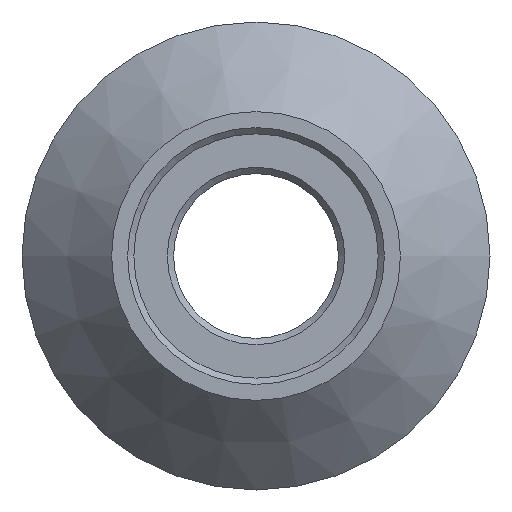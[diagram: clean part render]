
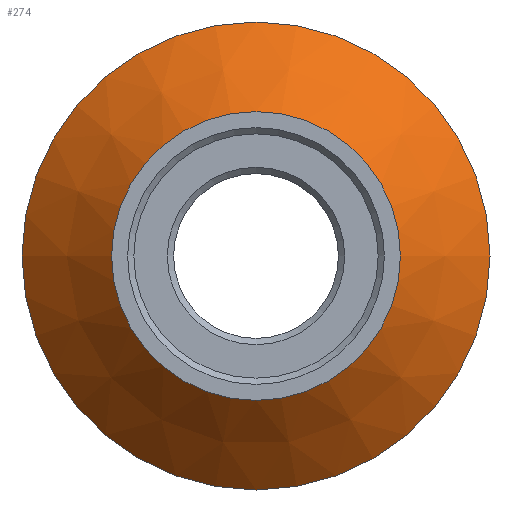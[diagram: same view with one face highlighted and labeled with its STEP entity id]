
A CAD part, left-side view. The second image highlights one B-rep face of the part: STEP entity #274.
In plain terms, the highlighted conical face has half-angle 45 degrees and reference radius 7.671 mm.
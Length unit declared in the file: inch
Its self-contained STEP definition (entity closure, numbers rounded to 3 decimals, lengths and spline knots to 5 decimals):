
#45=FACE_OUTER_BOUND('',#67,.T.);
#67=EDGE_LOOP('',(#241,#242,#243,#244));
#82=LINE('',#501,#95);
#95=VECTOR('',#421,0.302);
#111=CIRCLE('',#315,0.2305);
#115=CIRCLE('',#321,0.3735);
#134=VERTEX_POINT('',#475);
#138=VERTEX_POINT('',#486);
#164=EDGE_CURVE('',#134,#134,#111,.T.);
#170=EDGE_CURVE('',#138,#138,#115,.T.);
#176=EDGE_CURVE('',#138,#134,#82,.T.);
#241=ORIENTED_EDGE('',*,*,#170,.F.);
#242=ORIENTED_EDGE('',*,*,#176,.T.);
#243=ORIENTED_EDGE('',*,*,#164,.T.);
#244=ORIENTED_EDGE('',*,*,#176,.F.);
#257=CONICAL_SURFACE('',#328,0.302,0.785);
#274=ADVANCED_FACE('',(#45),#257,.T.);
#315=AXIS2_PLACEMENT_3D('',#476,#389,#390);
#321=AXIS2_PLACEMENT_3D('',#488,#403,#404);
#328=AXIS2_PLACEMENT_3D('',#500,#419,#420);
#389=DIRECTION('center_axis',(1.,0.,0.));
#390=DIRECTION('ref_axis',(0.,0.,-1.));
#403=DIRECTION('center_axis',(1.,0.,0.));
#404=DIRECTION('ref_axis',(0.,0.,-1.));
#419=DIRECTION('center_axis',(1.,0.,0.));
#420=DIRECTION('ref_axis',(0.,1.,0.));
#421=DIRECTION('',(-0.707,0.707,0.));
#475=CARTESIAN_POINT('',(0.,-0.2305,0.));
#476=CARTESIAN_POINT('Origin',(0.,0.,0.));
#486=CARTESIAN_POINT('',(0.143,-0.3735,0.));
#488=CARTESIAN_POINT('Origin',(0.143,0.,0.));
#500=CARTESIAN_POINT('Origin',(0.0715,0.,0.));
#501=CARTESIAN_POINT('',(0.0715,-0.302,0.));
